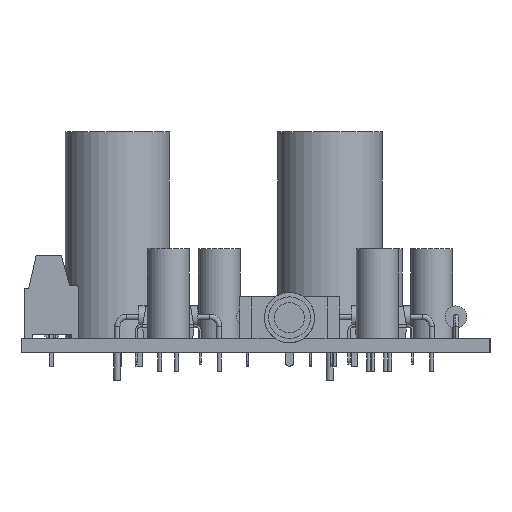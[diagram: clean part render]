
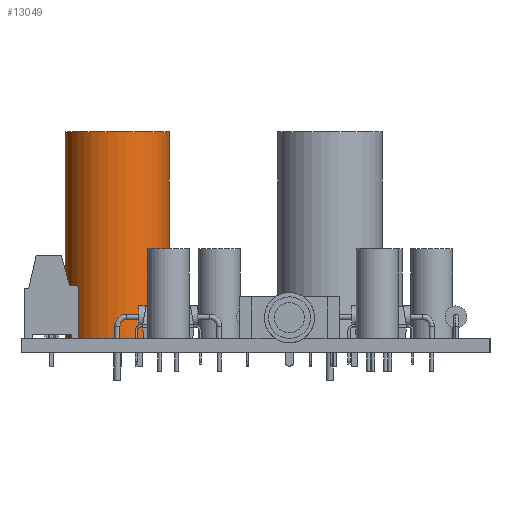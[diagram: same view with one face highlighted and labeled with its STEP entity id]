
A CAD part, left-side view. The second image highlights one B-rep face of the part: STEP entity #13049.
In plain terms, the highlighted cylindrical face has radius 6.248 mm (diameter 12.497 mm), a full revolution.
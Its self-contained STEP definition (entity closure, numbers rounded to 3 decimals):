
#13049 = ADVANCED_FACE('',(#13050),#13076,.T.);
#13050 = FACE_BOUND('',#13051,.T.);
#13051 = EDGE_LOOP('',(#13052,#13061,#13068,#13075));
#13052 = ORIENTED_EDGE('',*,*,#13053,.F.);
#13053 = EDGE_CURVE('',#13054,#13054,#13056,.T.);
#13054 = VERTEX_POINT('',#13055);
#13055 = CARTESIAN_POINT('',(-3.746,0.,24.74));
#13056 = CIRCLE('',#13057,6.248);
#13057 = AXIS2_PLACEMENT_3D('',#13058,#13059,#13060);
#13058 = CARTESIAN_POINT('',(2.502,0.,24.74));
#13059 = DIRECTION('',(0.,0.,1.));
#13060 = DIRECTION('',(1.,0.,0.));
#13061 = ORIENTED_EDGE('',*,*,#13062,.F.);
#13062 = EDGE_CURVE('',#13063,#13054,#13065,.T.);
#13063 = VERTEX_POINT('',#13064);
#13064 = CARTESIAN_POINT('',(-3.746,0.,0.));
#13065 = B_SPLINE_CURVE_WITH_KNOTS('',1,(#13066,#13067),.UNSPECIFIED.,
  .F.,.F.,(2,2),(0.,24.74),.PIECEWISE_BEZIER_KNOTS.);
#13066 = CARTESIAN_POINT('',(-3.746,0.,0.));
#13067 = CARTESIAN_POINT('',(-3.746,0.,24.74));
#13068 = ORIENTED_EDGE('',*,*,#13069,.F.);
#13069 = EDGE_CURVE('',#13063,#13063,#13070,.T.);
#13070 = CIRCLE('',#13071,6.248);
#13071 = AXIS2_PLACEMENT_3D('',#13072,#13073,#13074);
#13072 = CARTESIAN_POINT('',(2.502,0.,0.));
#13073 = DIRECTION('',(0.,0.,-1.));
#13074 = DIRECTION('',(1.,0.,0.));
#13075 = ORIENTED_EDGE('',*,*,#13062,.T.);
#13076 = CYLINDRICAL_SURFACE('',#13077,6.248);
#13077 = AXIS2_PLACEMENT_3D('',#13078,#13079,#13080);
#13078 = CARTESIAN_POINT('',(2.502,0.,0.));
#13079 = DIRECTION('',(0.,0.,1.));
#13080 = DIRECTION('',(1.,0.,0.));
